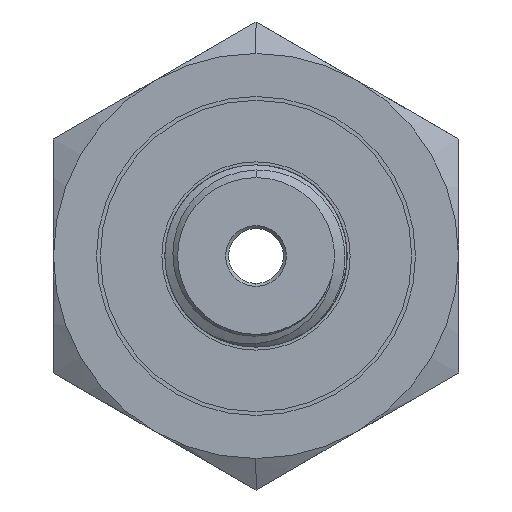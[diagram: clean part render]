
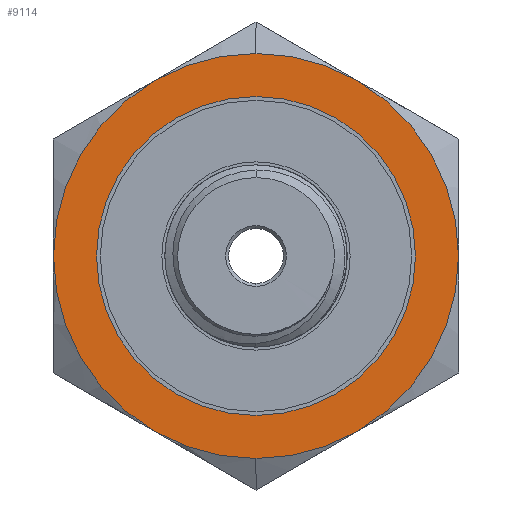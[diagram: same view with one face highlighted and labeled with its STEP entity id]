
A CAD part, left-side view. The second image highlights one B-rep face of the part: STEP entity #9114.
In plain terms, the highlighted face is planar.
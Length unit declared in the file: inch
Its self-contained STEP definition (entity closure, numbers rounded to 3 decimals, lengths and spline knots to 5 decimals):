
#358 = DIRECTION ( 'NONE',  ( 0., 0., -1. ) ) ;
#747 = EDGE_LOOP ( 'NONE', ( #3386, #4128 ) ) ;
#896 = AXIS2_PLACEMENT_3D ( 'NONE', #7004, #2062, #7679 ) ;
#963 = EDGE_LOOP ( 'NONE', ( #7905, #1727 ) ) ;
#1727 = ORIENTED_EDGE ( 'NONE', *, *, #7121, .F. ) ;
#2062 = DIRECTION ( 'NONE',  ( 0., -1., 0. ) ) ;
#2604 = VERTEX_POINT ( 'NONE', #5229 ) ;
#2874 = DIRECTION ( 'NONE',  ( 0., 0., 1. ) ) ;
#3123 = CARTESIAN_POINT ( 'NONE',  ( 0., 0.965, 0. ) ) ;
#3134 = CARTESIAN_POINT ( 'NONE',  ( 0., 0.965, 0.3435 ) ) ;
#3160 = CIRCLE ( 'NONE', #896, 0.2705 ) ;
#3309 = AXIS2_PLACEMENT_3D ( 'NONE', #6522, #7145, #2874 ) ;
#3366 = VERTEX_POINT ( 'NONE', #5125 ) ;
#3386 = ORIENTED_EDGE ( 'NONE', *, *, #7713, .T. ) ;
#3611 = VERTEX_POINT ( 'NONE', #5220 ) ;
#4023 = AXIS2_PLACEMENT_3D ( 'NONE', #3123, #5215, #8855 ) ;
#4128 = ORIENTED_EDGE ( 'NONE', *, *, #5322, .T. ) ;
#4203 = AXIS2_PLACEMENT_3D ( 'NONE', #7156, #7187, #8613 ) ;
#4593 = DIRECTION ( 'NONE',  ( 0., -1., 0. ) ) ;
#4737 = CIRCLE ( 'NONE', #4023, 0.2705 ) ;
#5125 = CARTESIAN_POINT ( 'NONE',  ( 0., 0.965, -0.3435 ) ) ;
#5215 = DIRECTION ( 'NONE',  ( 0., -1., 0. ) ) ;
#5220 = CARTESIAN_POINT ( 'NONE',  ( 0., 0.965, 0.2705 ) ) ;
#5229 = CARTESIAN_POINT ( 'NONE',  ( 0., 0.965, -0.2705 ) ) ;
#5322 = EDGE_CURVE ( 'NONE', #3611, #2604, #4737, .T. ) ;
#6522 = CARTESIAN_POINT ( 'NONE',  ( 0., 0.965, 0.2705 ) ) ;
#7004 = CARTESIAN_POINT ( 'NONE',  ( 0., 0.965, 0. ) ) ;
#7121 = EDGE_CURVE ( 'NONE', #7514, #3366, #7741, .T. ) ;
#7145 = DIRECTION ( 'NONE',  ( 0., 1., 0. ) ) ;
#7156 = CARTESIAN_POINT ( 'NONE',  ( 0., 0.965, 0. ) ) ;
#7187 = DIRECTION ( 'NONE',  ( 0., -1., 0. ) ) ;
#7466 = EDGE_CURVE ( 'NONE', #3366, #7514, #9061, .T. ) ;
#7499 = CARTESIAN_POINT ( 'NONE',  ( 0., 0.965, 0. ) ) ;
#7514 = VERTEX_POINT ( 'NONE', #3134 ) ;
#7679 = DIRECTION ( 'NONE',  ( 0., 0., -1. ) ) ;
#7713 = EDGE_CURVE ( 'NONE', #2604, #3611, #3160, .T. ) ;
#7741 = CIRCLE ( 'NONE', #4203, 0.3435 ) ;
#7794 = PLANE ( 'NONE',  #3309 ) ;
#7905 = ORIENTED_EDGE ( 'NONE', *, *, #7466, .F. ) ;
#8498 = AXIS2_PLACEMENT_3D ( 'NONE', #7499, #4593, #358 ) ;
#8504 = FACE_OUTER_BOUND ( 'NONE', #963, .T. ) ;
#8613 = DIRECTION ( 'NONE',  ( 0., 0., -1. ) ) ;
#8733 = FACE_BOUND ( 'NONE', #747, .T. ) ;
#8855 = DIRECTION ( 'NONE',  ( 0., 0., -1. ) ) ;
#9061 = CIRCLE ( 'NONE', #8498, 0.3435 ) ;
#9114 = ADVANCED_FACE ( 'NONE', ( #8733, #8504 ), #7794, .T. ) ;
